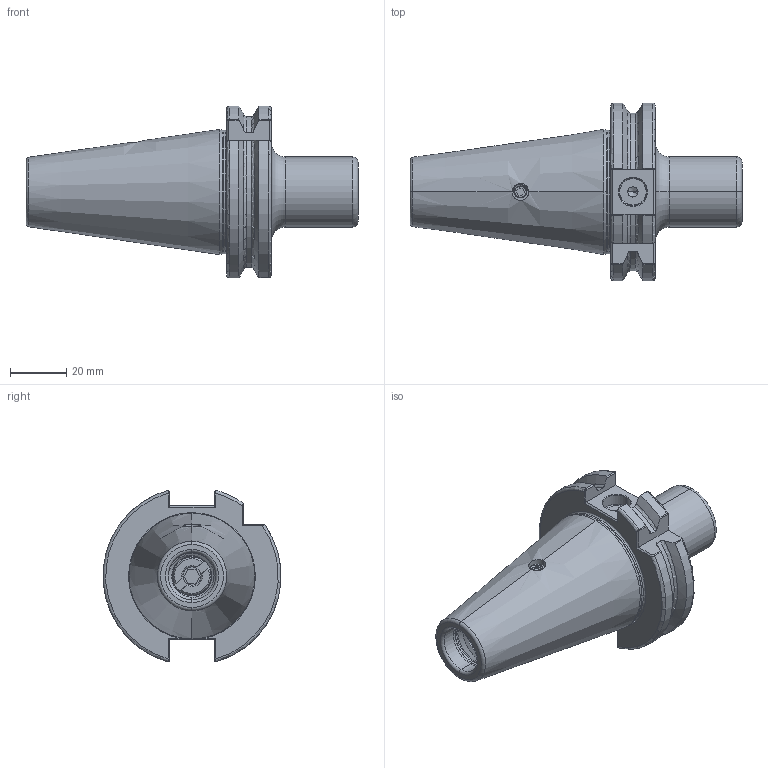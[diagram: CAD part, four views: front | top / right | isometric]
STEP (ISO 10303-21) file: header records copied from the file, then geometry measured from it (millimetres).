
FILE_DESCRIPTION (( 'STEP AP203' ), '1' );
FILE_NAME ('402.08.01.STEP', '2016-07-16T07:09:19', ( '' ), ( '' ), 'SwSTEP 2.0', 'SolidWorks 2012', '' );
FILE_SCHEMA (( 'CONFIG_CONTROL_DESIGN' ));
Products named in the file (5): 2-01150001C1_M5xP0.8-5L; 402.08.01; 102.08.011_M6xP1-25L; 2-41371001AF_M16xP2_10L
Assembly tree (4 placements, depth 2):
  402.08.01
    402.08.01
    102.08.011_M6xP1-25L
    2-41371001AF_M16xP2_10L
    2-01150001C1_M5xP0.8-5L
Bounding box: 118.4 x 63.34 x 61.24 mm (x, y, z)
Volume: 115417.3 mm3; surface area: 27708.6 mm2
Topology: 4 solids, 4 shells, 398 faces, 1077 edges, 682 vertices
Faces by surface type: cylinder 164, plane 86, cone 55, bspline 55, torus 38
Entity records: 44375 total; most frequent: CARTESIAN_POINT 35295, ORIENTED_EDGE 2130, DIRECTION 1423, EDGE_CURVE 1065, VERTEX_POINT 682, AXIS2_PLACEMENT_3D 545, EDGE_LOOP 413, FACE_OUTER_BOUND 398
